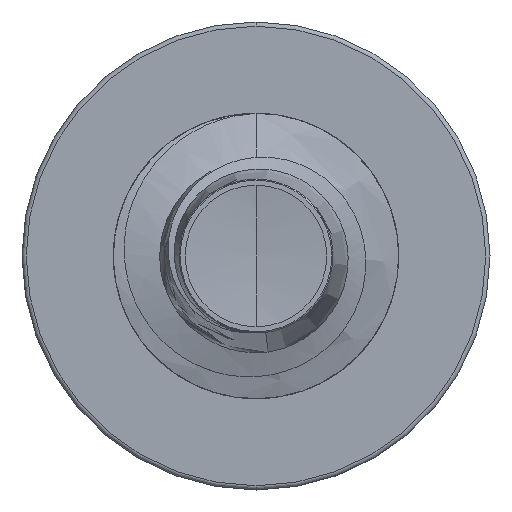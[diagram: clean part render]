
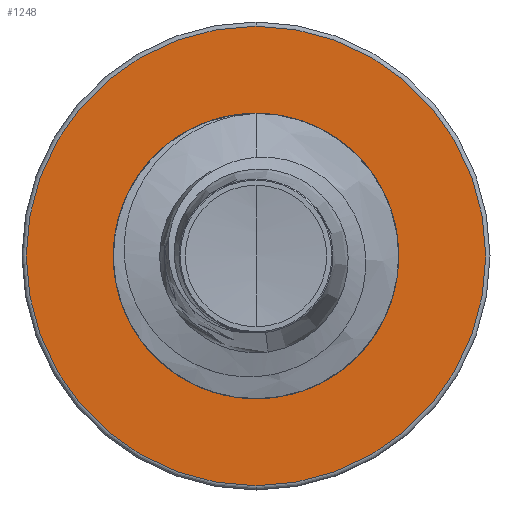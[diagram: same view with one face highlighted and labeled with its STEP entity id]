
A CAD part, front view. The second image highlights one B-rep face of the part: STEP entity #1248.
In plain terms, the highlighted planar face has unit normal (0, -1, 0).
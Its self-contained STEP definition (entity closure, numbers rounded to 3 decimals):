
#42 = EDGE_LOOP ( 'NONE', ( #22222, #25431 ) ) ;
#59 = AXIS2_PLACEMENT_3D ( 'NONE', #21726, #9478, #23465 ) ;
#142 = CIRCLE ( 'NONE', #59, 2.415 ) ;
#476 = CARTESIAN_POINT ( 'NONE',  ( 0., 27.5, -4.025 ) ) ;
#742 = DIRECTION ( 'NONE',  ( 0., 1., 0. ) ) ;
#1248 = ADVANCED_FACE ( 'NONE', ( #6201, #6920 ), #5704, .F. ) ;
#1430 = VERTEX_POINT ( 'NONE', #10940 ) ;
#2104 = DIRECTION ( 'NONE',  ( 0., 0., 1. ) ) ;
#2456 = AXIS2_PLACEMENT_3D ( 'NONE', #16532, #3826, #2104 ) ;
#3826 = DIRECTION ( 'NONE',  ( 0., 1., 0. ) ) ;
#4042 = CARTESIAN_POINT ( 'NONE',  ( 0., 27.5, 0. ) ) ;
#4376 = CARTESIAN_POINT ( 'NONE',  ( 0., 27.5, 0. ) ) ;
#4812 = EDGE_LOOP ( 'NONE', ( #19359, #23578 ) ) ;
#5704 = PLANE ( 'NONE',  #2456 ) ;
#6201 = FACE_OUTER_BOUND ( 'NONE', #42, .T. ) ;
#6425 = DIRECTION ( 'NONE',  ( 0., 0., 1. ) ) ;
#6747 = DIRECTION ( 'NONE',  ( 0., 0., 1. ) ) ;
#6893 = CIRCLE ( 'NONE', #10691, 4.025 ) ;
#6920 = FACE_BOUND ( 'NONE', #4812, .T. ) ;
#8406 = EDGE_CURVE ( 'NONE', #21932, #1430, #6893, .T. ) ;
#9478 = DIRECTION ( 'NONE',  ( 0., 1., 0. ) ) ;
#9732 = CIRCLE ( 'NONE', #13988, 2.415 ) ;
#10691 = AXIS2_PLACEMENT_3D ( 'NONE', #14501, #742, #16618 ) ;
#10940 = CARTESIAN_POINT ( 'NONE',  ( 0., 27.5, 4.025 ) ) ;
#13595 = EDGE_CURVE ( 'NONE', #15622, #25666, #142, .T. ) ;
#13604 = CARTESIAN_POINT ( 'NONE',  ( 0., 27.5, 2.415 ) ) ;
#13988 = AXIS2_PLACEMENT_3D ( 'NONE', #4042, #19255, #6425 ) ;
#14501 = CARTESIAN_POINT ( 'NONE',  ( 0., 27.5, 0. ) ) ;
#15622 = VERTEX_POINT ( 'NONE', #22541 ) ;
#16290 = EDGE_CURVE ( 'NONE', #25666, #15622, #9732, .T. ) ;
#16532 = CARTESIAN_POINT ( 'NONE',  ( 0., 27.5, -2.415 ) ) ;
#16618 = DIRECTION ( 'NONE',  ( 0., 0., 1. ) ) ;
#17143 = CIRCLE ( 'NONE', #26040, 4.025 ) ;
#19255 = DIRECTION ( 'NONE',  ( 0., 1., 0. ) ) ;
#19359 = ORIENTED_EDGE ( 'NONE', *, *, #16290, .T. ) ;
#19507 = DIRECTION ( 'NONE',  ( 0., 1., 0. ) ) ;
#20775 = EDGE_CURVE ( 'NONE', #1430, #21932, #17143, .T. ) ;
#21726 = CARTESIAN_POINT ( 'NONE',  ( 0., 27.5, 0. ) ) ;
#21932 = VERTEX_POINT ( 'NONE', #476 ) ;
#22222 = ORIENTED_EDGE ( 'NONE', *, *, #20775, .F. ) ;
#22541 = CARTESIAN_POINT ( 'NONE',  ( 0., 27.5, -2.415 ) ) ;
#23465 = DIRECTION ( 'NONE',  ( 0., 0., 1. ) ) ;
#23578 = ORIENTED_EDGE ( 'NONE', *, *, #13595, .T. ) ;
#25431 = ORIENTED_EDGE ( 'NONE', *, *, #8406, .F. ) ;
#25666 = VERTEX_POINT ( 'NONE', #13604 ) ;
#26040 = AXIS2_PLACEMENT_3D ( 'NONE', #4376, #19507, #6747 ) ;
